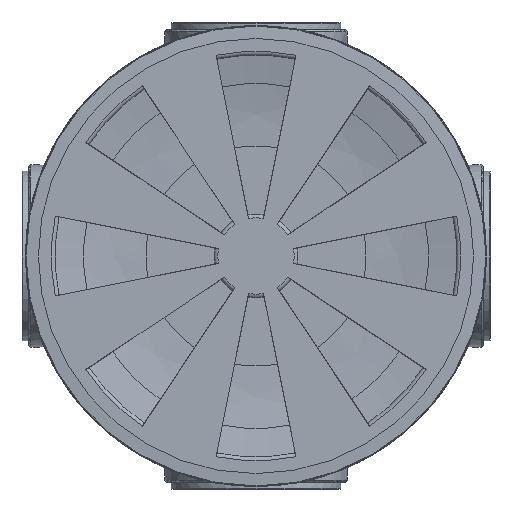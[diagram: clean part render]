
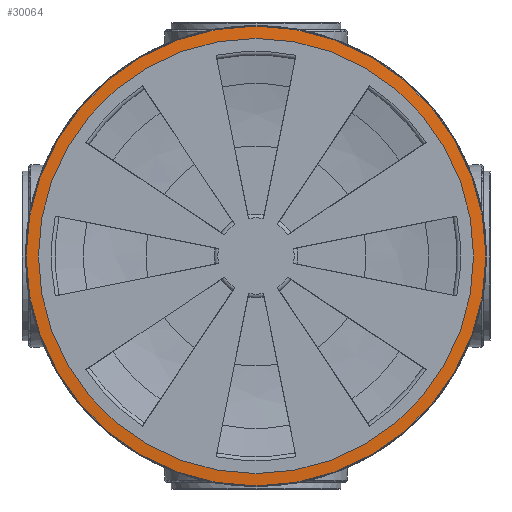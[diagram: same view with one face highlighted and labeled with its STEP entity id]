
A CAD part, front view. The second image highlights one B-rep face of the part: STEP entity #30064.
In plain terms, the highlighted conical face has half-angle 86 degrees and reference radius 353.465 mm.
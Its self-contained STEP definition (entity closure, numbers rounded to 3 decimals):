
#3371=CONICAL_SURFACE('',#33218,353.465,1.501);
#3977=LINE('',#71620,#4664);
#4664=VECTOR('',#39643,353.465);
#6538=FACE_OUTER_BOUND('',#8537,.T.);
#8537=EDGE_LOOP('',(#25616,#25617,#25618,#25619,#25620,#25621));
#10633=CIRCLE('',#33216,364.57);
#10634=CIRCLE('',#33217,364.57);
#10635=CIRCLE('',#33219,342.36);
#10636=CIRCLE('',#33220,342.36);
#13433=VERTEX_POINT('',#71613);
#13434=VERTEX_POINT('',#71615);
#13435=VERTEX_POINT('',#71619);
#13436=VERTEX_POINT('',#71621);
#17693=EDGE_CURVE('',#13433,#13434,#10633,.T.);
#17694=EDGE_CURVE('',#13434,#13433,#10634,.T.);
#17695=EDGE_CURVE('',#13434,#13435,#3977,.T.);
#17696=EDGE_CURVE('',#13435,#13436,#10635,.T.);
#17697=EDGE_CURVE('',#13436,#13435,#10636,.T.);
#25616=ORIENTED_EDGE('',*,*,#17694,.F.);
#25617=ORIENTED_EDGE('',*,*,#17695,.T.);
#25618=ORIENTED_EDGE('',*,*,#17696,.T.);
#25619=ORIENTED_EDGE('',*,*,#17697,.T.);
#25620=ORIENTED_EDGE('',*,*,#17695,.F.);
#25621=ORIENTED_EDGE('',*,*,#17693,.F.);
#30064=ADVANCED_FACE('',(#6538),#3371,.T.);
#33216=AXIS2_PLACEMENT_3D('',#71616,#39637,#39638);
#33217=AXIS2_PLACEMENT_3D('',#71617,#39639,#39640);
#33218=AXIS2_PLACEMENT_3D('',#71618,#39641,#39642);
#33219=AXIS2_PLACEMENT_3D('',#71622,#39644,#39645);
#33220=AXIS2_PLACEMENT_3D('',#71623,#39646,#39647);
#39637=DIRECTION('center_axis',(0.,1.,0.));
#39638=DIRECTION('ref_axis',(1.,0.,0.));
#39639=DIRECTION('center_axis',(0.,1.,0.));
#39640=DIRECTION('ref_axis',(1.,0.,0.));
#39641=DIRECTION('center_axis',(0.,1.,0.));
#39642=DIRECTION('ref_axis',(-1.,0.,0.));
#39643=DIRECTION('',(-0.998,-0.07,0.));
#39644=DIRECTION('center_axis',(0.,1.,0.));
#39645=DIRECTION('ref_axis',(1.,0.,0.));
#39646=DIRECTION('center_axis',(0.,1.,0.));
#39647=DIRECTION('ref_axis',(1.,0.,0.));
#71613=CARTESIAN_POINT('',(0.,-117.065,-364.57));
#71615=CARTESIAN_POINT('',(364.57,-117.065,0.));
#71616=CARTESIAN_POINT('Origin',(0.,-117.065,
0.));
#71617=CARTESIAN_POINT('Origin',(0.,-117.065,
0.));
#71618=CARTESIAN_POINT('Origin',(0.,-117.842,
0.));
#71619=CARTESIAN_POINT('',(342.36,-118.618,0.));
#71620=CARTESIAN_POINT('',(353.465,-117.842,0.));
#71621=CARTESIAN_POINT('',(0.,-118.618,-342.36));
#71622=CARTESIAN_POINT('Origin',(0.,-118.618,
0.));
#71623=CARTESIAN_POINT('Origin',(0.,-118.618,
0.));
